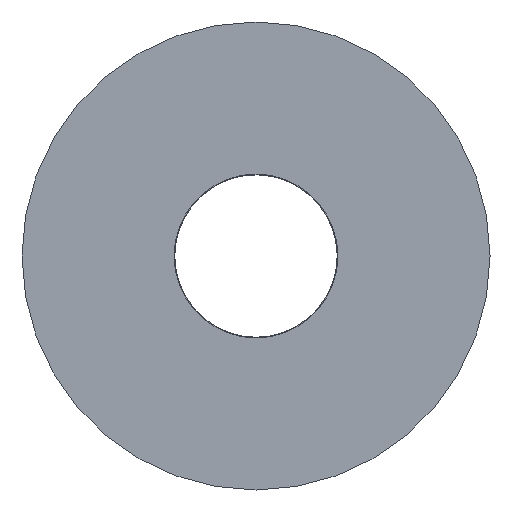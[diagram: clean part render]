
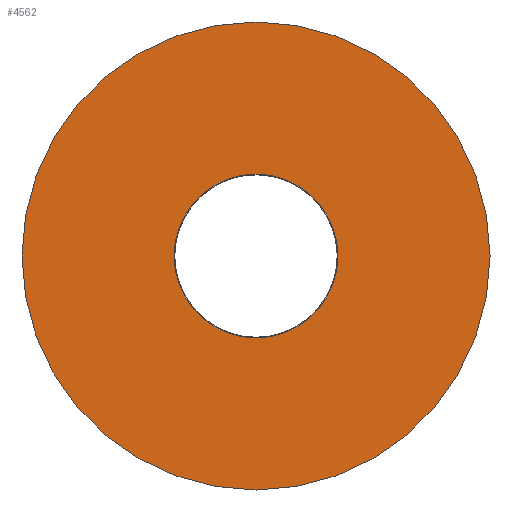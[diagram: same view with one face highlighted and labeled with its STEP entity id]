
A CAD part, front view. The second image highlights one B-rep face of the part: STEP entity #4562.
In plain terms, the highlighted planar face has unit normal (0, -1, 0).
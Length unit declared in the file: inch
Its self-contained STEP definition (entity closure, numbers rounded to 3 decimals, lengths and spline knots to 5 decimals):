
#130 = DIRECTION ( 'NONE',  ( 0., 1., 0. ) ) ;
#281 = ORIENTED_EDGE ( 'NONE', *, *, #433, .F. ) ;
#433 = EDGE_CURVE ( 'NONE', #5292, #5378, #3988, .T. ) ;
#822 = CARTESIAN_POINT ( 'NONE',  ( 0., -0.64, 0.875 ) ) ;
#1117 = AXIS2_PLACEMENT_3D ( 'NONE', #4167, #6531, #7740 ) ;
#1917 = PLANE ( 'NONE',  #6898 ) ;
#2114 = CARTESIAN_POINT ( 'NONE',  ( 0., -0.64, -0.875 ) ) ;
#2208 = AXIS2_PLACEMENT_3D ( 'NONE', #3224, #130, #6672 ) ;
#2221 = EDGE_CURVE ( 'NONE', #4988, #4841, #3125, .T. ) ;
#2445 = DIRECTION ( 'NONE',  ( 0., 1., 0. ) ) ;
#2575 = CARTESIAN_POINT ( 'NONE',  ( 0., -0.64, 0. ) ) ;
#2654 = DIRECTION ( 'NONE',  ( 0., 1., 0. ) ) ;
#2701 = CIRCLE ( 'NONE', #2208, 2.5 ) ;
#2801 = CARTESIAN_POINT ( 'NONE',  ( 0., -0.64, -2.5 ) ) ;
#3125 = CIRCLE ( 'NONE', #1117, 0.875 ) ;
#3224 = CARTESIAN_POINT ( 'NONE',  ( 0., -0.64, 0. ) ) ;
#3243 = FACE_OUTER_BOUND ( 'NONE', #4028, .T. ) ;
#3337 = CIRCLE ( 'NONE', #4453, 0.875 ) ;
#3609 = EDGE_CURVE ( 'NONE', #4841, #4988, #3337, .T. ) ;
#3737 = DIRECTION ( 'NONE',  ( 0., 0., -1. ) ) ;
#3988 = CIRCLE ( 'NONE', #5249, 2.5 ) ;
#4028 = EDGE_LOOP ( 'NONE', ( #7015, #281 ) ) ;
#4167 = CARTESIAN_POINT ( 'NONE',  ( 0., -0.64, 0. ) ) ;
#4453 = AXIS2_PLACEMENT_3D ( 'NONE', #5032, #6094, #6170 ) ;
#4549 = ORIENTED_EDGE ( 'NONE', *, *, #2221, .T. ) ;
#4562 = ADVANCED_FACE ( 'NONE', ( #4931, #3243 ), #1917, .F. ) ;
#4841 = VERTEX_POINT ( 'NONE', #2114 ) ;
#4931 = FACE_BOUND ( 'NONE', #6716, .T. ) ;
#4988 = VERTEX_POINT ( 'NONE', #822 ) ;
#5032 = CARTESIAN_POINT ( 'NONE',  ( 0., -0.64, 0. ) ) ;
#5249 = AXIS2_PLACEMENT_3D ( 'NONE', #6019, #2445, #3737 ) ;
#5292 = VERTEX_POINT ( 'NONE', #7750 ) ;
#5378 = VERTEX_POINT ( 'NONE', #2801 ) ;
#6019 = CARTESIAN_POINT ( 'NONE',  ( 0., -0.64, 0. ) ) ;
#6094 = DIRECTION ( 'NONE',  ( 0., 1., 0. ) ) ;
#6114 = EDGE_CURVE ( 'NONE', #5378, #5292, #2701, .T. ) ;
#6126 = ORIENTED_EDGE ( 'NONE', *, *, #3609, .T. ) ;
#6170 = DIRECTION ( 'NONE',  ( 0., 0., -1. ) ) ;
#6531 = DIRECTION ( 'NONE',  ( 0., 1., 0. ) ) ;
#6672 = DIRECTION ( 'NONE',  ( 0., 0., -1. ) ) ;
#6716 = EDGE_LOOP ( 'NONE', ( #6126, #4549 ) ) ;
#6898 = AXIS2_PLACEMENT_3D ( 'NONE', #2575, #2654, #7315 ) ;
#7015 = ORIENTED_EDGE ( 'NONE', *, *, #6114, .F. ) ;
#7315 = DIRECTION ( 'NONE',  ( 0., 0., 1. ) ) ;
#7740 = DIRECTION ( 'NONE',  ( 0., 0., -1. ) ) ;
#7750 = CARTESIAN_POINT ( 'NONE',  ( 0., -0.64, 2.5 ) ) ;
